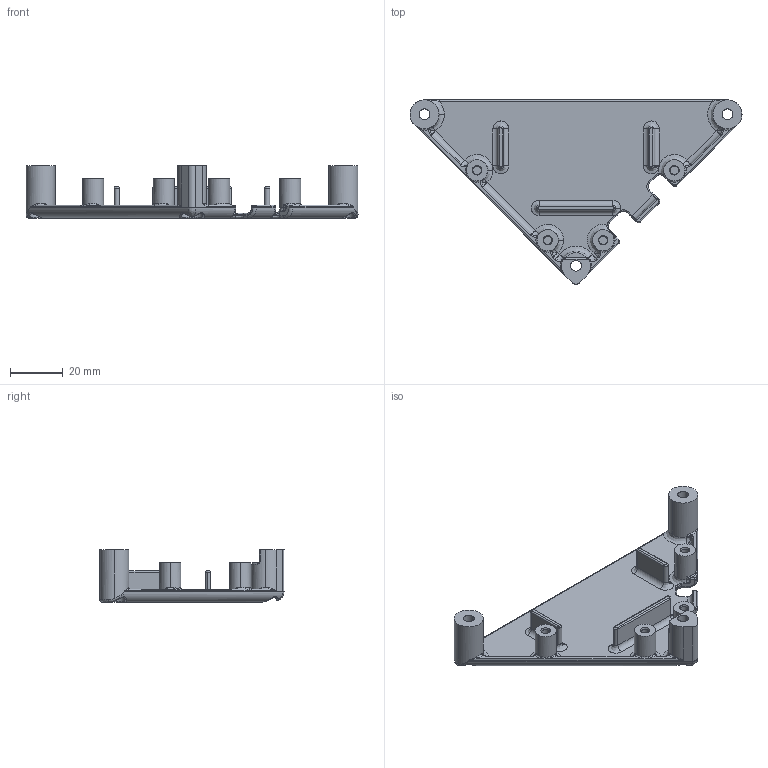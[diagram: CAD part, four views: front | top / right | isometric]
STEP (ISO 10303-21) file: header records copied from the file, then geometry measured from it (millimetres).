
FILE_DESCRIPTION (( 'STEP AP203' ), '1' );
FILE_NAME ('Shell_PCB-R3.STEP', '2016-03-20T11:16:05', ( 'CLE' ), ( '' ), 'SwSTEP 2.0', 'SolidWorks 2015', '' );
FILE_SCHEMA (( 'CONFIG_CONTROL_DESIGN' ));
Length unit declared in the file: millimetre
Products named in the file (1): Shell_PCB-R3
Bounding box: 125.86 x 69.87 x 20 mm (x, y, z)
Volume: 16110.3 mm3; surface area: 16285 mm2
Topology: 1 solids, 1 shells, 330 faces, 796 edges, 442 vertices
Faces by surface type: bspline 151, cylinder 120, plane 51, cone 8
Entity records: 14094 total; most frequent: CARTESIAN_POINT 7300, ORIENTED_EDGE 1530, DIRECTION 1298, EDGE_CURVE 765, AXIS2_PLACEMENT_3D 539, VERTEX_POINT 442, CIRCLE 359, EDGE_LOOP 341
